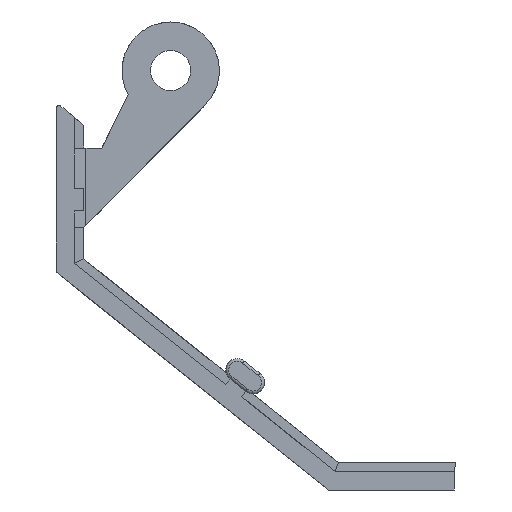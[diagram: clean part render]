
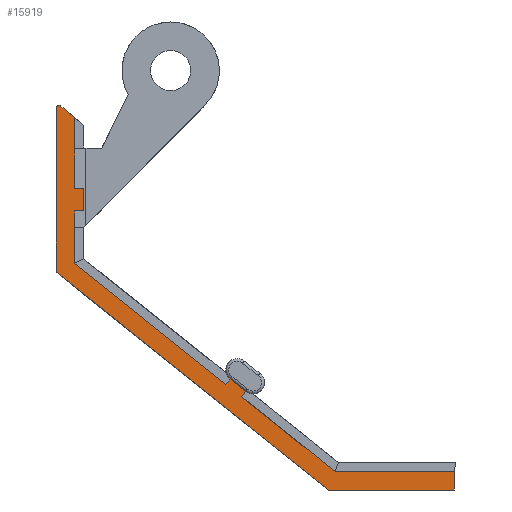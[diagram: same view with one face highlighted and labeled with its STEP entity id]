
A CAD part, left-side view. The second image highlights one B-rep face of the part: STEP entity #15919.
In plain terms, the highlighted planar face has unit normal (-1, 0, 0).
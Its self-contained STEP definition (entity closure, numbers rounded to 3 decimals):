
#89 = VECTOR ( 'NONE', #23061, 1000. ) ;
#170 = DIRECTION ( 'NONE',  ( 0., 0.624, -0.781 ) ) ;
#287 = DIRECTION ( 'NONE',  ( 0., 1., 0. ) ) ;
#311 = LINE ( 'NONE', #10527, #4469 ) ;
#346 = EDGE_CURVE ( 'NONE', #1238, #17098, #2872, .T. ) ;
#679 = DIRECTION ( 'NONE',  ( 0., 0.768, 0.64 ) ) ;
#730 = CARTESIAN_POINT ( 'NONE',  ( 0., 39.947, 20.212 ) ) ;
#1238 = VERTEX_POINT ( 'NONE', #20945 ) ;
#1339 = VERTEX_POINT ( 'NONE', #17196 ) ;
#1650 = DIRECTION ( 'NONE',  ( 0., 0., -1. ) ) ;
#1707 = DIRECTION ( 'NONE',  ( -1., 0., 0. ) ) ;
#1931 = CARTESIAN_POINT ( 'NONE',  ( 0., 39.147, 26.786 ) ) ;
#2106 = VERTEX_POINT ( 'NONE', #730 ) ;
#2133 = EDGE_CURVE ( 'NONE', #9380, #15485, #6563, .T. ) ;
#2368 = CARTESIAN_POINT ( 'NONE',  ( 0., 26.722, 9.641 ) ) ;
#2464 = ORIENTED_EDGE ( 'NONE', *, *, #24784, .F. ) ;
#2517 = ORIENTED_EDGE ( 'NONE', *, *, #10642, .T. ) ;
#2806 = VERTEX_POINT ( 'NONE', #20887 ) ;
#2872 = LINE ( 'NONE', #10776, #16481 ) ;
#3081 = VECTOR ( 'NONE', #170, 1000. ) ;
#3384 = DIRECTION ( 'NONE',  ( 0., -0.781, -0.624 ) ) ;
#3505 = LINE ( 'NONE', #17544, #10195 ) ;
#4061 = CARTESIAN_POINT ( 'NONE',  ( 0., 41.137, 33.945 ) ) ;
#4203 = VERTEX_POINT ( 'NONE', #25065 ) ;
#4469 = VECTOR ( 'NONE', #4563, 1000. ) ;
#4563 = DIRECTION ( 'NONE',  ( 0., 0., 1. ) ) ;
#4608 = DIRECTION ( 'NONE',  ( 0., 1., 0. ) ) ;
#4710 = CARTESIAN_POINT ( 'NONE',  ( 0., 6.75, 0.402 ) ) ;
#4747 = ORIENTED_EDGE ( 'NONE', *, *, #17024, .F. ) ;
#4943 = CARTESIAN_POINT ( 'NONE',  ( 0., 17.164, 2.002 ) ) ;
#5055 = DIRECTION ( 'NONE',  ( 0., 0., -1. ) ) ;
#5064 = LINE ( 'NONE', #4943, #11428 ) ;
#5207 = EDGE_CURVE ( 'NONE', #1339, #1238, #18682, .T. ) ;
#5230 = CARTESIAN_POINT ( 'NONE',  ( 0., 41.547, 19.443 ) ) ;
#5283 = LINE ( 'NONE', #22557, #13864 ) ;
#5547 = CARTESIAN_POINT ( 'NONE',  ( 0., 25.357, 8.55 ) ) ;
#5745 = CARTESIAN_POINT ( 'NONE',  ( 0., 19.642, 15.7 ) ) ;
#5773 = CARTESIAN_POINT ( 'NONE',  ( 0., 39.947, 24.786 ) ) ;
#6161 = EDGE_CURVE ( 'NONE', #18110, #4203, #13862, .T. ) ;
#6471 = AXIS2_PLACEMENT_3D ( 'NONE', #14090, #16560, #8119 ) ;
#6563 = LINE ( 'NONE', #18630, #19021 ) ;
#6923 = LINE ( 'NONE', #5230, #15158 ) ;
#7192 = EDGE_CURVE ( 'NONE', #1339, #15485, #13445, .T. ) ;
#7315 = LINE ( 'NONE', #20947, #10616 ) ;
#7565 = LINE ( 'NONE', #5745, #23862 ) ;
#7666 = DIRECTION ( 'NONE',  ( 0., 0., -1. ) ) ;
#7747 = CARTESIAN_POINT ( 'NONE',  ( 0., 26.346, 10.111 ) ) ;
#7821 = DIRECTION ( 'NONE',  ( 0., -0.624, 0.781 ) ) ;
#7899 = DIRECTION ( 'NONE',  ( 0., 0.781, 0.624 ) ) ;
#7930 = LINE ( 'NONE', #9630, #3081 ) ;
#8039 = CARTESIAN_POINT ( 'NONE',  ( 0., 39.147, 24.786 ) ) ;
#8109 = VECTOR ( 'NONE', #5055, 1000. ) ;
#8119 = DIRECTION ( 'NONE',  ( 0., 0., -1. ) ) ;
#8279 = DIRECTION ( 'NONE',  ( 0., -1., 0. ) ) ;
#8749 = ORIENTED_EDGE ( 'NONE', *, *, #346, .T. ) ;
#8845 = VERTEX_POINT ( 'NONE', #5547 ) ;
#8966 = VERTEX_POINT ( 'NONE', #2368 ) ;
#9047 = CARTESIAN_POINT ( 'NONE',  ( 0., 39.947, 20.212 ) ) ;
#9143 = DIRECTION ( 'NONE',  ( 0., 0., 1. ) ) ;
#9194 = DIRECTION ( 'NONE',  ( 0., 0., -1. ) ) ;
#9380 = VERTEX_POINT ( 'NONE', #1931 ) ;
#9630 = CARTESIAN_POINT ( 'NONE',  ( 0., 21.007, 16.791 ) ) ;
#9749 = ORIENTED_EDGE ( 'NONE', *, *, #7192, .F. ) ;
#10195 = VECTOR ( 'NONE', #8279, 1000. ) ;
#10410 = VERTEX_POINT ( 'NONE', #17395 ) ;
#10527 = CARTESIAN_POINT ( 'NONE',  ( 0., 39.147, 24.786 ) ) ;
#10555 = ORIENTED_EDGE ( 'NONE', *, *, #16194, .T. ) ;
#10567 = VECTOR ( 'NONE', #287, 1000. ) ;
#10616 = VECTOR ( 'NONE', #22898, 1000. ) ;
#10642 = EDGE_CURVE ( 'NONE', #17098, #16458, #23169, .T. ) ;
#10735 = AXIS2_PLACEMENT_3D ( 'NONE', #15527, #11631, #1650 ) ;
#10776 = CARTESIAN_POINT ( 'NONE',  ( 0., 41.547, 34.286 ) ) ;
#10897 = EDGE_LOOP ( 'NONE', ( #9749, #12151, #8749, #2517, #24597, #17504, #19656, #21718, #19953, #23668, #10555, #4747, #17844, #2464, #20307, #12102, #13493, #10932 ) ) ;
#10932 = ORIENTED_EDGE ( 'NONE', *, *, #2133, .T. ) ;
#11344 = CARTESIAN_POINT ( 'NONE',  ( 0., 17.164, 2.002 ) ) ;
#11428 = VECTOR ( 'NONE', #3384, 1000. ) ;
#11631 = DIRECTION ( 'NONE',  ( -1., 0., 0. ) ) ;
#11804 = CARTESIAN_POINT ( 'NONE',  ( 0., 17.725, 0.402 ) ) ;
#12062 = LINE ( 'NONE', #11804, #19289 ) ;
#12102 = ORIENTED_EDGE ( 'NONE', *, *, #24927, .T. ) ;
#12139 = PLANE ( 'NONE',  #6471 ) ;
#12151 = ORIENTED_EDGE ( 'NONE', *, *, #5207, .T. ) ;
#12319 = VERTEX_POINT ( 'NONE', #7747 ) ;
#12675 = LINE ( 'NONE', #24741, #21808 ) ;
#13445 = LINE ( 'NONE', #9047, #89 ) ;
#13475 = CARTESIAN_POINT ( 'NONE',  ( 0., 39.947, 26.786 ) ) ;
#13493 = ORIENTED_EDGE ( 'NONE', *, *, #13962, .T. ) ;
#13593 = VERTEX_POINT ( 'NONE', #5773 ) ;
#13747 = CARTESIAN_POINT ( 'NONE',  ( 0., 41.547, 33.753 ) ) ;
#13862 = LINE ( 'NONE', #23720, #24087 ) ;
#13864 = VECTOR ( 'NONE', #9194, 1000. ) ;
#13899 = CARTESIAN_POINT ( 'NONE',  ( 0., 40.197, 32.836 ) ) ;
#13962 = EDGE_CURVE ( 'NONE', #19659, #9380, #311, .T. ) ;
#14001 = CARTESIAN_POINT ( 'NONE',  ( 0., 41.547, 19.443 ) ) ;
#14090 = CARTESIAN_POINT ( 'NONE',  ( 0., 35.547, 138.629 ) ) ;
#15158 = VECTOR ( 'NONE', #9143, 1000. ) ;
#15458 = VERTEX_POINT ( 'NONE', #14001 ) ;
#15485 = VERTEX_POINT ( 'NONE', #13475 ) ;
#15527 = CARTESIAN_POINT ( 'NONE',  ( 0., 41.297, 33.753 ) ) ;
#15919 = ADVANCED_FACE ( 'NONE', ( #24330 ), #12139, .F. ) ;
#16081 = EDGE_CURVE ( 'NONE', #15458, #16458, #6923, .T. ) ;
#16194 = EDGE_CURVE ( 'NONE', #8845, #2806, #7565, .T. ) ;
#16458 = VERTEX_POINT ( 'NONE', #13747 ) ;
#16481 = VECTOR ( 'NONE', #679, 1000. ) ;
#16560 = DIRECTION ( 'NONE',  ( 1., 0., 0. ) ) ;
#17024 = EDGE_CURVE ( 'NONE', #12319, #2806, #7315, .T. ) ;
#17098 = VERTEX_POINT ( 'NONE', #4061 ) ;
#17196 = CARTESIAN_POINT ( 'NONE',  ( 0., 39.947, 32.836 ) ) ;
#17395 = CARTESIAN_POINT ( 'NONE',  ( 0., 17.725, 0.402 ) ) ;
#17504 = ORIENTED_EDGE ( 'NONE', *, *, #17923, .F. ) ;
#17544 = CARTESIAN_POINT ( 'NONE',  ( 0., 39.947, 24.786 ) ) ;
#17844 = ORIENTED_EDGE ( 'NONE', *, *, #20824, .T. ) ;
#17920 = LINE ( 'NONE', #23615, #10567 ) ;
#17923 = EDGE_CURVE ( 'NONE', #10410, #15458, #12062, .T. ) ;
#18110 = VERTEX_POINT ( 'NONE', #11344 ) ;
#18226 = VERTEX_POINT ( 'NONE', #4710 ) ;
#18452 = EDGE_CURVE ( 'NONE', #13593, #2106, #24535, .T. ) ;
#18630 = CARTESIAN_POINT ( 'NONE',  ( 0., 39.947, 26.786 ) ) ;
#18682 = CIRCLE ( 'NONE', #20755, 0.25 ) ;
#19021 = VECTOR ( 'NONE', #4608, 1000. ) ;
#19289 = VECTOR ( 'NONE', #7899, 1000. ) ;
#19656 = ORIENTED_EDGE ( 'NONE', *, *, #19662, .F. ) ;
#19659 = VERTEX_POINT ( 'NONE', #8039 ) ;
#19662 = EDGE_CURVE ( 'NONE', #18226, #10410, #17920, .T. ) ;
#19953 = ORIENTED_EDGE ( 'NONE', *, *, #6161, .F. ) ;
#20307 = ORIENTED_EDGE ( 'NONE', *, *, #18452, .F. ) ;
#20648 = CARTESIAN_POINT ( 'NONE',  ( 0., 39.947, 20.212 ) ) ;
#20755 = AXIS2_PLACEMENT_3D ( 'NONE', #13899, #1707, #7666 ) ;
#20824 = EDGE_CURVE ( 'NONE', #12319, #8966, #7930, .T. ) ;
#20887 = CARTESIAN_POINT ( 'NONE',  ( 0., 24.981, 9.02 ) ) ;
#20945 = CARTESIAN_POINT ( 'NONE',  ( 0., 40.037, 33.028 ) ) ;
#20947 = CARTESIAN_POINT ( 'NONE',  ( 0., 5.339, -6.68 ) ) ;
#21434 = EDGE_CURVE ( 'NONE', #4203, #18226, #5283, .T. ) ;
#21718 = ORIENTED_EDGE ( 'NONE', *, *, #21434, .F. ) ;
#21808 = VECTOR ( 'NONE', #24608, 1000. ) ;
#22557 = CARTESIAN_POINT ( 'NONE',  ( 0., 6.75, 2.002 ) ) ;
#22898 = DIRECTION ( 'NONE',  ( 0., -0.781, -0.624 ) ) ;
#23061 = DIRECTION ( 'NONE',  ( 0., 0., -1. ) ) ;
#23169 = CIRCLE ( 'NONE', #10735, 0.25 ) ;
#23615 = CARTESIAN_POINT ( 'NONE',  ( 0., 6.75, 0.402 ) ) ;
#23668 = ORIENTED_EDGE ( 'NONE', *, *, #24981, .F. ) ;
#23720 = CARTESIAN_POINT ( 'NONE',  ( 0., 6.75, 2.002 ) ) ;
#23862 = VECTOR ( 'NONE', #7821, 1000. ) ;
#23982 = DIRECTION ( 'NONE',  ( 0., -1., 0. ) ) ;
#24087 = VECTOR ( 'NONE', #23982, 1000. ) ;
#24330 = FACE_OUTER_BOUND ( 'NONE', #10897, .T. ) ;
#24535 = LINE ( 'NONE', #20648, #8109 ) ;
#24597 = ORIENTED_EDGE ( 'NONE', *, *, #16081, .F. ) ;
#24608 = DIRECTION ( 'NONE',  ( 0., -0.781, -0.624 ) ) ;
#24741 = CARTESIAN_POINT ( 'NONE',  ( 0., 17.164, 2.002 ) ) ;
#24784 = EDGE_CURVE ( 'NONE', #2106, #8966, #5064, .T. ) ;
#24927 = EDGE_CURVE ( 'NONE', #13593, #19659, #3505, .T. ) ;
#24981 = EDGE_CURVE ( 'NONE', #8845, #18110, #12675, .T. ) ;
#25065 = CARTESIAN_POINT ( 'NONE',  ( 0., 6.75, 2.002 ) ) ;
